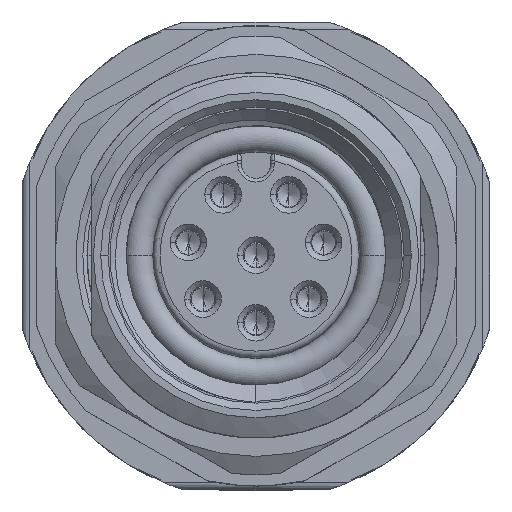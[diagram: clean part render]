
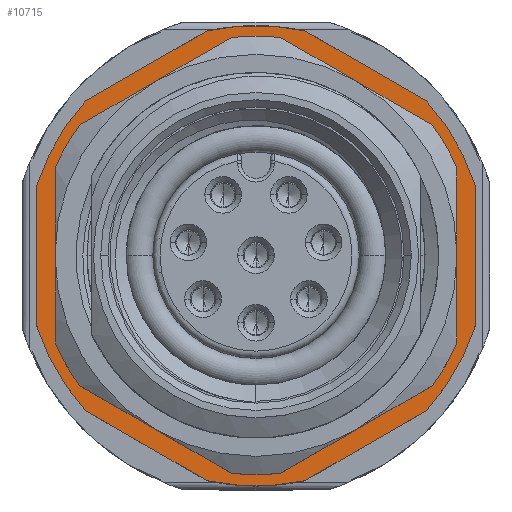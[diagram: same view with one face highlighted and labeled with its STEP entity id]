
A CAD part, top view. The second image highlights one B-rep face of the part: STEP entity #10715.
In plain terms, the highlighted planar face has unit normal (0, 0, 1).
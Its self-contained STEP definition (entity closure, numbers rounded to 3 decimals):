
#6169=CARTESIAN_POINT('',(0.,0.,-3.8));
#6170=DIRECTION('',(0.,0.,-1.));
#6171=DIRECTION('',(-0.212,0.977,0.));
#6172=AXIS2_PLACEMENT_3D('',#6169,#6170,#6171);
#6174=DIRECTION('',(0.866,-0.5,0.));
#6175=VECTOR('',#6174,3.842);
#6176=CARTESIAN_POINT('',(1.336,6.157,-3.8));
#6177=LINE('',#6176,#6175);
#6178=CARTESIAN_POINT('',(0.,0.,-3.8));
#6179=DIRECTION('',(0.,0.,-1.));
#6180=DIRECTION('',(0.74,0.672,0.));
#6181=AXIS2_PLACEMENT_3D('',#6178,#6179,#6180);
#6183=DIRECTION('',(0.,-1.,0.));
#6184=VECTOR('',#6183,3.842);
#6185=CARTESIAN_POINT('',(6.,1.921,-3.8));
#6186=LINE('',#6185,#6184);
#6187=CARTESIAN_POINT('',(0.,0.,-3.8));
#6188=DIRECTION('',(0.,0.,-1.));
#6189=DIRECTION('',(0.952,-0.305,0.));
#6190=AXIS2_PLACEMENT_3D('',#6187,#6188,#6189);
#6192=DIRECTION('',(-0.866,-0.5,0.));
#6193=VECTOR('',#6192,3.842);
#6194=CARTESIAN_POINT('',(4.664,-4.236,-3.8));
#6195=LINE('',#6194,#6193);
#6196=CARTESIAN_POINT('',(0.,0.,-3.8));
#6197=DIRECTION('',(0.,0.,-1.));
#6198=DIRECTION('',(0.212,-0.977,0.));
#6199=AXIS2_PLACEMENT_3D('',#6196,#6197,#6198);
#6201=DIRECTION('',(-0.866,0.5,0.));
#6202=VECTOR('',#6201,3.842);
#6203=CARTESIAN_POINT('',(-1.336,-6.157,-3.8));
#6204=LINE('',#6203,#6202);
#6205=CARTESIAN_POINT('',(0.,0.,-3.8));
#6206=DIRECTION('',(0.,0.,-1.));
#6207=DIRECTION('',(-0.74,-0.672,0.));
#6208=AXIS2_PLACEMENT_3D('',#6205,#6206,#6207);
#6210=DIRECTION('',(0.,1.,0.));
#6211=VECTOR('',#6210,3.842);
#6212=CARTESIAN_POINT('',(-6.,-1.921,-3.8));
#6213=LINE('',#6212,#6211);
#6214=CARTESIAN_POINT('',(0.,0.,-3.8));
#6215=DIRECTION('',(0.,0.,-1.));
#6216=DIRECTION('',(-0.952,0.305,0.));
#6217=AXIS2_PLACEMENT_3D('',#6214,#6215,#6216);
#6219=DIRECTION('',(0.866,0.5,0.));
#6220=VECTOR('',#6219,3.842);
#6221=CARTESIAN_POINT('',(-4.664,4.236,-3.8));
#6222=LINE('',#6221,#6220);
#6223=CARTESIAN_POINT('',(0.,0.,-3.8));
#6224=DIRECTION('',(0.,0.,1.));
#6225=DIRECTION('',(-1.,0.,0.));
#6226=AXIS2_PLACEMENT_3D('',#6223,#6224,#6225);
#6228=CARTESIAN_POINT('',(0.,0.,-3.8));
#6229=DIRECTION('',(0.,0.,1.));
#6230=DIRECTION('',(1.,0.,0.));
#6231=AXIS2_PLACEMENT_3D('',#6228,#6229,#6230);
#9693=CARTESIAN_POINT('',(-1.336,6.157,-3.8));
#9694=CARTESIAN_POINT('',(1.336,6.157,-3.8));
#9695=VERTEX_POINT('',#9693);
#9696=VERTEX_POINT('',#9694);
#9697=CARTESIAN_POINT('',(4.664,4.236,-3.8));
#9698=VERTEX_POINT('',#9697);
#9699=CARTESIAN_POINT('',(6.,1.921,-3.8));
#9700=VERTEX_POINT('',#9699);
#9701=CARTESIAN_POINT('',(6.,-1.921,-3.8));
#9702=VERTEX_POINT('',#9701);
#9703=CARTESIAN_POINT('',(4.664,-4.236,-3.8));
#9704=VERTEX_POINT('',#9703);
#9705=CARTESIAN_POINT('',(1.336,-6.157,-3.8));
#9706=VERTEX_POINT('',#9705);
#9707=CARTESIAN_POINT('',(-1.336,-6.157,-3.8));
#9708=VERTEX_POINT('',#9707);
#9709=CARTESIAN_POINT('',(-4.664,-4.236,-3.8));
#9710=VERTEX_POINT('',#9709);
#9711=CARTESIAN_POINT('',(-6.,-1.921,-3.8));
#9712=VERTEX_POINT('',#9711);
#9713=CARTESIAN_POINT('',(-6.,1.921,-3.8));
#9714=VERTEX_POINT('',#9713);
#9715=CARTESIAN_POINT('',(-4.664,4.236,-3.8));
#9716=VERTEX_POINT('',#9715);
#9733=CARTESIAN_POINT('',(-4.7,0.,-3.8));
#9734=CARTESIAN_POINT('',(4.7,0.,-3.8));
#9735=VERTEX_POINT('',#9733);
#9736=VERTEX_POINT('',#9734);
#10678=CARTESIAN_POINT('',(0.,0.,-3.8));
#10679=DIRECTION('',(0.,0.,-1.));
#10680=DIRECTION('',(-1.,0.,0.));
#10681=AXIS2_PLACEMENT_3D('',#10678,#10679,#10680);
#10682=PLANE('',#10681);
#10684=ORIENTED_EDGE('',*,*,#10683,.T.);
#10686=ORIENTED_EDGE('',*,*,#10685,.T.);
#10688=ORIENTED_EDGE('',*,*,#10687,.T.);
#10690=ORIENTED_EDGE('',*,*,#10689,.T.);
#10692=ORIENTED_EDGE('',*,*,#10691,.T.);
#10694=ORIENTED_EDGE('',*,*,#10693,.T.);
#10696=ORIENTED_EDGE('',*,*,#10695,.T.);
#10698=ORIENTED_EDGE('',*,*,#10697,.T.);
#10700=ORIENTED_EDGE('',*,*,#10699,.T.);
#10702=ORIENTED_EDGE('',*,*,#10701,.T.);
#10704=ORIENTED_EDGE('',*,*,#10703,.T.);
#10706=ORIENTED_EDGE('',*,*,#10705,.T.);
#10707=EDGE_LOOP('',(#10684,#10686,#10688,#10690,#10692,#10694,#10696,#10698,
#10700,#10702,#10704,#10706));
#10708=FACE_OUTER_BOUND('',#10707,.F.);
#10710=ORIENTED_EDGE('',*,*,#10709,.T.);
#10712=ORIENTED_EDGE('',*,*,#10711,.T.);
#10713=EDGE_LOOP('',(#10710,#10712));
#10714=FACE_BOUND('',#10713,.F.);
#6173=CIRCLE('',#6172,6.3);
#6182=CIRCLE('',#6181,6.3);
#6191=CIRCLE('',#6190,6.3);
#6200=CIRCLE('',#6199,6.3);
#6209=CIRCLE('',#6208,6.3);
#6218=CIRCLE('',#6217,6.3);
#6227=CIRCLE('',#6226,4.7);
#6232=CIRCLE('',#6231,4.7);
#10683=EDGE_CURVE('',#9695,#9696,#6173,.T.);
#10685=EDGE_CURVE('',#9696,#9698,#6177,.T.);
#10687=EDGE_CURVE('',#9698,#9700,#6182,.T.);
#10689=EDGE_CURVE('',#9700,#9702,#6186,.T.);
#10691=EDGE_CURVE('',#9702,#9704,#6191,.T.);
#10693=EDGE_CURVE('',#9704,#9706,#6195,.T.);
#10695=EDGE_CURVE('',#9706,#9708,#6200,.T.);
#10697=EDGE_CURVE('',#9708,#9710,#6204,.T.);
#10699=EDGE_CURVE('',#9710,#9712,#6209,.T.);
#10701=EDGE_CURVE('',#9712,#9714,#6213,.T.);
#10703=EDGE_CURVE('',#9714,#9716,#6218,.T.);
#10705=EDGE_CURVE('',#9716,#9695,#6222,.T.);
#10709=EDGE_CURVE('',#9735,#9736,#6227,.T.);
#10711=EDGE_CURVE('',#9736,#9735,#6232,.T.);
#10715=ADVANCED_FACE('',(#10708,#10714),#10682,.F.);
